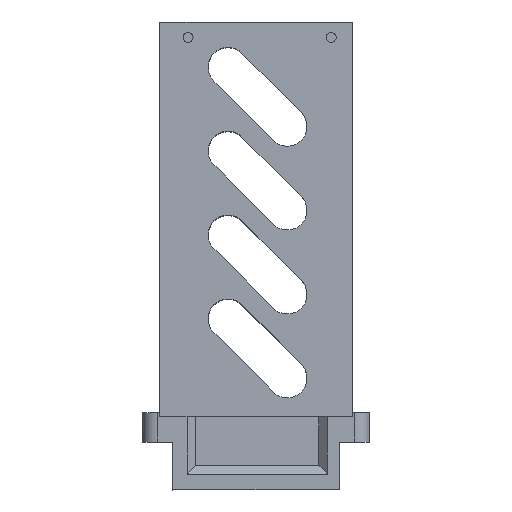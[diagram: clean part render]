
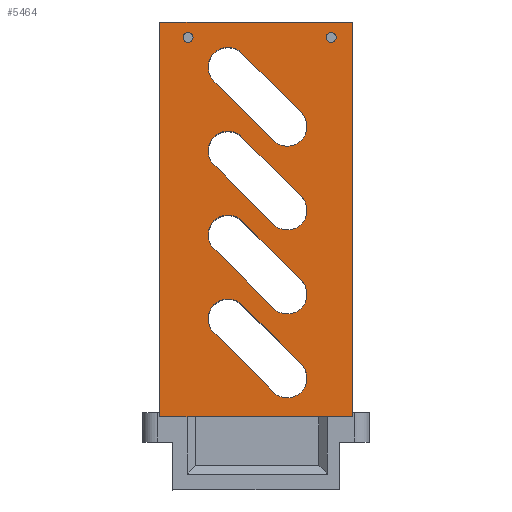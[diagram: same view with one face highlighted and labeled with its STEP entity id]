
A CAD part, top view. The second image highlights one B-rep face of the part: STEP entity #5464.
In plain terms, the highlighted planar face has unit normal (0, 0, 1).
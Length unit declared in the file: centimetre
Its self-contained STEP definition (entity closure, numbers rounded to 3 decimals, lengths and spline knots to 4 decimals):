
#193=FACE_BOUND($,#1030,.T.);
#194=FACE_BOUND($,#1031,.T.);
#195=FACE_BOUND($,#1032,.T.);
#196=FACE_BOUND($,#1033,.T.);
#197=FACE_BOUND($,#1034,.T.);
#198=FACE_BOUND($,#1035,.T.);
#352=PLANE($,#5942);
#600=FACE_OUTER_BOUND($,#1029,.T.);
#1029=EDGE_LOOP($,(#4808,#4809,#4810,#4811));
#1030=EDGE_LOOP($,(#4812));
#1031=EDGE_LOOP($,(#4813));
#1032=EDGE_LOOP($,(#4814,#4815,#4816,#4817));
#1033=EDGE_LOOP($,(#4818,#4819,#4820,#4821));
#1034=EDGE_LOOP($,(#4822,#4823,#4824,#4825));
#1035=EDGE_LOOP($,(#4826,#4827,#4828,#4829));
#1297=CIRCLE($,#5775,0.4);
#1299=CIRCLE($,#5779,0.4);
#1301=CIRCLE($,#5783,0.4);
#1303=CIRCLE($,#5787,0.4);
#1305=CIRCLE($,#5791,0.4);
#1307=CIRCLE($,#5795,0.4);
#1309=CIRCLE($,#5799,0.4);
#1311=CIRCLE($,#5803,0.4);
#1312=CIRCLE($,#5805,0.1);
#1314=CIRCLE($,#5808,0.1);
#1427=LINE($,#7758,#1950);
#1480=LINE($,#7917,#2003);
#1665=LINE($,#8503,#2188);
#1669=LINE($,#8515,#2192);
#1673=LINE($,#8527,#2196);
#1677=LINE($,#8539,#2200);
#1681=LINE($,#8551,#2204);
#1685=LINE($,#8563,#2208);
#1689=LINE($,#8575,#2212);
#1693=LINE($,#8587,#2216);
#1828=LINE($,#8962,#2351);
#1832=LINE($,#8967,#2355);
#1950=VECTOR($,#6184,8.);
#2003=VECTOR($,#6289,8.);
#2188=VECTOR($,#6792,1.7);
#2192=VECTOR($,#6804,1.7);
#2196=VECTOR($,#6816,1.7);
#2200=VECTOR($,#6828,1.7);
#2204=VECTOR($,#6840,1.7);
#2208=VECTOR($,#6852,1.7);
#2212=VECTOR($,#6864,1.7);
#2216=VECTOR($,#6876,1.7);
#2351=VECTOR($,#7293,3.9);
#2355=VECTOR($,#7299,3.9);
#2501=VERTEX_POINT($,#7755);
#2502=VERTEX_POINT($,#7757);
#2572=VERTEX_POINT($,#7914);
#2573=VERTEX_POINT($,#7916);
#2790=VERTEX_POINT($,#8500);
#2791=VERTEX_POINT($,#8502);
#2793=VERTEX_POINT($,#8508);
#2795=VERTEX_POINT($,#8514);
#2798=VERTEX_POINT($,#8524);
#2799=VERTEX_POINT($,#8526);
#2801=VERTEX_POINT($,#8532);
#2803=VERTEX_POINT($,#8538);
#2806=VERTEX_POINT($,#8548);
#2807=VERTEX_POINT($,#8550);
#2809=VERTEX_POINT($,#8556);
#2811=VERTEX_POINT($,#8562);
#2814=VERTEX_POINT($,#8572);
#2815=VERTEX_POINT($,#8574);
#2817=VERTEX_POINT($,#8580);
#2819=VERTEX_POINT($,#8586);
#2820=VERTEX_POINT($,#8593);
#2822=VERTEX_POINT($,#8598);
#3031=EDGE_CURVE($,#2501,#2502,#1427,.T.);
#3110=EDGE_CURVE($,#2572,#2573,#1480,.F.);
#3396=EDGE_CURVE($,#2791,#2790,#1665,.F.);
#3399=EDGE_CURVE($,#2793,#2791,#1297,.T.);
#3402=EDGE_CURVE($,#2795,#2793,#1669,.F.);
#3405=EDGE_CURVE($,#2790,#2795,#1299,.T.);
#3408=EDGE_CURVE($,#2799,#2798,#1673,.F.);
#3411=EDGE_CURVE($,#2801,#2799,#1301,.T.);
#3414=EDGE_CURVE($,#2803,#2801,#1677,.F.);
#3417=EDGE_CURVE($,#2798,#2803,#1303,.T.);
#3420=EDGE_CURVE($,#2807,#2806,#1681,.F.);
#3423=EDGE_CURVE($,#2809,#2807,#1305,.T.);
#3426=EDGE_CURVE($,#2811,#2809,#1685,.F.);
#3429=EDGE_CURVE($,#2806,#2811,#1307,.T.);
#3432=EDGE_CURVE($,#2815,#2814,#1689,.F.);
#3435=EDGE_CURVE($,#2817,#2815,#1309,.T.);
#3438=EDGE_CURVE($,#2819,#2817,#1693,.F.);
#3441=EDGE_CURVE($,#2814,#2819,#1311,.T.);
#3442=EDGE_CURVE($,#2820,#2820,#1312,.T.);
#3444=EDGE_CURVE($,#2822,#2822,#1314,.T.);
#3616=EDGE_CURVE($,#2501,#2573,#1828,.T.);
#3620=EDGE_CURVE($,#2502,#2572,#1832,.F.);
#4808=ORIENTED_EDGE($,*,*,#3616,.T.);
#4809=ORIENTED_EDGE($,*,*,#3110,.F.);
#4810=ORIENTED_EDGE($,*,*,#3620,.F.);
#4811=ORIENTED_EDGE($,*,*,#3031,.F.);
#4812=ORIENTED_EDGE($,*,*,#3444,.T.);
#4813=ORIENTED_EDGE($,*,*,#3442,.T.);
#4814=ORIENTED_EDGE($,*,*,#3441,.T.);
#4815=ORIENTED_EDGE($,*,*,#3438,.T.);
#4816=ORIENTED_EDGE($,*,*,#3435,.T.);
#4817=ORIENTED_EDGE($,*,*,#3432,.T.);
#4818=ORIENTED_EDGE($,*,*,#3429,.T.);
#4819=ORIENTED_EDGE($,*,*,#3426,.T.);
#4820=ORIENTED_EDGE($,*,*,#3423,.T.);
#4821=ORIENTED_EDGE($,*,*,#3420,.T.);
#4822=ORIENTED_EDGE($,*,*,#3417,.T.);
#4823=ORIENTED_EDGE($,*,*,#3414,.T.);
#4824=ORIENTED_EDGE($,*,*,#3411,.T.);
#4825=ORIENTED_EDGE($,*,*,#3408,.T.);
#4826=ORIENTED_EDGE($,*,*,#3405,.T.);
#4827=ORIENTED_EDGE($,*,*,#3402,.T.);
#4828=ORIENTED_EDGE($,*,*,#3399,.T.);
#4829=ORIENTED_EDGE($,*,*,#3396,.T.);
#5464=ADVANCED_FACE($,(#600,#193,#194,#195,#196,#197,#198),#352,.F.);
#5775=AXIS2_PLACEMENT_3D($,#8509,#6798,#6799);
#5779=AXIS2_PLACEMENT_3D($,#8519,#6810,#6811);
#5783=AXIS2_PLACEMENT_3D($,#8533,#6822,#6823);
#5787=AXIS2_PLACEMENT_3D($,#8543,#6834,#6835);
#5791=AXIS2_PLACEMENT_3D($,#8557,#6846,#6847);
#5795=AXIS2_PLACEMENT_3D($,#8567,#6858,#6859);
#5799=AXIS2_PLACEMENT_3D($,#8581,#6870,#6871);
#5803=AXIS2_PLACEMENT_3D($,#8591,#6882,#6883);
#5805=AXIS2_PLACEMENT_3D($,#8594,#6886,#6887);
#5808=AXIS2_PLACEMENT_3D($,#8599,#6892,#6893);
#5942=AXIS2_PLACEMENT_3D($,#8966,#7297,#7298);
#6184=DIRECTION($,(0.,-1.,0.));
#6289=DIRECTION($,(0.,-1.,0.));
#6792=DIRECTION($,(0.707,-0.707,0.));
#6798=DIRECTION('center_axis',(0.,0.,-1.));
#6799=DIRECTION('ref_axis',(1.,0.,0.));
#6804=DIRECTION($,(-0.707,0.707,0.));
#6810=DIRECTION('center_axis',(0.,0.,-1.));
#6811=DIRECTION('ref_axis',(-1.,0.,0.));
#6816=DIRECTION($,(0.707,-0.707,0.));
#6822=DIRECTION('center_axis',(0.,0.,-1.));
#6823=DIRECTION('ref_axis',(1.,0.,0.));
#6828=DIRECTION($,(-0.707,0.707,0.));
#6834=DIRECTION('center_axis',(0.,0.,-1.));
#6835=DIRECTION('ref_axis',(-1.,0.,0.));
#6840=DIRECTION($,(0.707,-0.707,0.));
#6846=DIRECTION('center_axis',(0.,0.,-1.));
#6847=DIRECTION('ref_axis',(1.,0.,0.));
#6852=DIRECTION($,(-0.707,0.707,0.));
#6858=DIRECTION('center_axis',(0.,0.,-1.));
#6859=DIRECTION('ref_axis',(-1.,0.,0.));
#6864=DIRECTION($,(0.707,-0.707,0.));
#6870=DIRECTION('center_axis',(0.,0.,-1.));
#6871=DIRECTION('ref_axis',(1.,0.,0.));
#6876=DIRECTION($,(-0.707,0.707,0.));
#6882=DIRECTION('center_axis',(0.,0.,-1.));
#6883=DIRECTION('ref_axis',(-1.,0.,0.));
#6886=DIRECTION('center_axis',(0.,0.,-1.));
#6887=DIRECTION('ref_axis',(0.,-1.,0.));
#6892=DIRECTION('center_axis',(0.,0.,-1.));
#6893=DIRECTION('ref_axis',(0.,-1.,0.));
#7293=DIRECTION($,(-1.,0.,0.));
#7297=DIRECTION('center_axis',(0.,0.,-1.));
#7298=DIRECTION('ref_axis',(1.,0.,0.));
#7299=DIRECTION($,(1.,0.,0.));
#7755=CARTESIAN_POINT('',(-8.1399,16.271,8.3797));
#7757=CARTESIAN_POINT('',(-8.1399,8.271,8.3797));
#7758=CARTESIAN_POINT($,(-8.1399,12.271,8.3797));
#7914=CARTESIAN_POINT('',(-12.0399,8.271,8.3797));
#7916=CARTESIAN_POINT('',(-12.0399,16.271,8.3797));
#7917=CARTESIAN_POINT($,(-12.0399,12.271,8.3797));
#8500=CARTESIAN_POINT('',(-10.9446,11.6742,8.3797));
#8502=CARTESIAN_POINT('',(-9.7425,10.4721,8.3797));
#8503=CARTESIAN_POINT($,(-10.6046,11.3342,8.3797));
#8508=CARTESIAN_POINT('',(-9.1768,11.0378,8.3797));
#8509=CARTESIAN_POINT('Origin',(-9.4596,10.755,8.3797));
#8514=CARTESIAN_POINT('',(-10.3789,12.2399,8.3797));
#8515=CARTESIAN_POINT($,(-10.0389,11.8999,8.3797));
#8519=CARTESIAN_POINT('Origin',(-10.6617,11.957,8.3797));
#8524=CARTESIAN_POINT('',(-10.9446,9.9742,8.3797));
#8526=CARTESIAN_POINT('',(-9.7425,8.7721,8.3797));
#8527=CARTESIAN_POINT($,(-11.0296,10.0592,8.3797));
#8532=CARTESIAN_POINT('',(-9.1768,9.3378,8.3797));
#8533=CARTESIAN_POINT('Origin',(-9.4596,9.055,8.3797));
#8538=CARTESIAN_POINT('',(-10.3789,10.5399,8.3797));
#8539=CARTESIAN_POINT($,(-10.4639,10.6249,8.3797));
#8543=CARTESIAN_POINT('Origin',(-10.6617,10.257,8.3797));
#8548=CARTESIAN_POINT('',(-10.9446,13.3742,8.3797));
#8550=CARTESIAN_POINT('',(-9.7425,12.1721,8.3797));
#8551=CARTESIAN_POINT($,(-10.1796,12.6092,8.3797));
#8556=CARTESIAN_POINT('',(-9.1768,12.7378,8.3797));
#8557=CARTESIAN_POINT('Origin',(-9.4596,12.455,8.3797));
#8562=CARTESIAN_POINT('',(-10.3789,13.9399,8.3797));
#8563=CARTESIAN_POINT($,(-9.6139,13.1749,8.3797));
#8567=CARTESIAN_POINT('Origin',(-10.6617,13.657,8.3797));
#8572=CARTESIAN_POINT('',(-10.9446,15.0742,8.3797));
#8574=CARTESIAN_POINT('',(-9.7425,13.8721,8.3797));
#8575=CARTESIAN_POINT($,(-9.7546,13.8842,8.3797));
#8580=CARTESIAN_POINT('',(-9.1768,14.4378,8.3797));
#8581=CARTESIAN_POINT('Origin',(-9.4596,14.155,8.3797));
#8586=CARTESIAN_POINT('',(-10.3789,15.6399,8.3797));
#8587=CARTESIAN_POINT($,(-9.1889,14.4499,8.3797));
#8591=CARTESIAN_POINT('Origin',(-10.6617,15.357,8.3797));
#8593=CARTESIAN_POINT('',(-8.5692,16.059,8.3797));
#8594=CARTESIAN_POINT('Origin',(-8.5692,15.959,8.3797));
#8598=CARTESIAN_POINT('',(-11.4692,16.059,8.3797));
#8599=CARTESIAN_POINT('Origin',(-11.4692,15.959,8.3797));
#8962=CARTESIAN_POINT($,(-10.1899,16.271,8.3797));
#8966=CARTESIAN_POINT('Origin',(-10.1899,12.271,8.3797));
#8967=CARTESIAN_POINT($,(-10.1899,8.271,8.3797));
